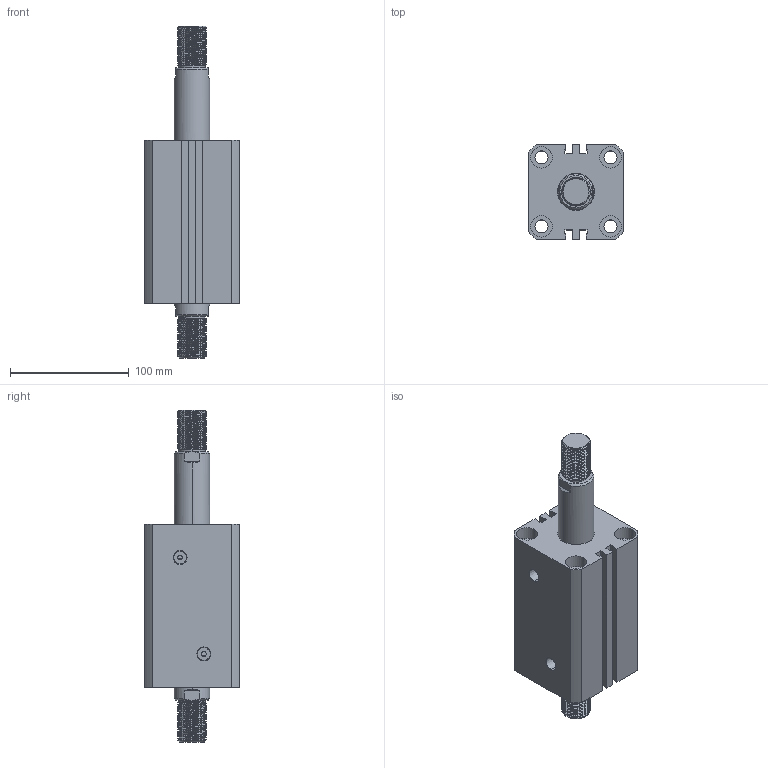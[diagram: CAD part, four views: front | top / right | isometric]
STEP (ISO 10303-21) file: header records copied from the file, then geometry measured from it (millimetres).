
FILE_DESCRIPTION (( 'STEP AP203' ), '1' );
FILE_NAME ('CHTM-SW50-50W.STEP', '2018-05-22T03:28:33', ( '' ), ( '' ), 'SwSTEP 2.0', 'SolidWorks 2015', '' );
FILE_SCHEMA (( 'CONFIG_CONTROL_DESIGN' ));
Length unit declared in the file: millimetre
Products named in the file (7): 活塞03; 掛极CHTM-SW50-50W; 活塞杆SW50-50W; CHTM-SDMA50QG; CHTM-SW50-50W; 活塞杆SW50-50W01; 活塞02
Assembly tree (6 placements, depth 2):
  CHTM-SW50-50W
    掛极CHTM-SW50-50W
    CHTM-SDMA50QG
    活塞02
    活塞03
    活塞杆SW50-50W
    活塞杆SW50-50W01
Bounding box: 80 x 80 x 279 mm (x, y, z)
Volume: 772369 mm3; surface area: 167439.2 mm2
Topology: 6 solids, 6 shells, 478 faces, 1300 edges, 861 vertices
Faces by surface type: cylinder 288, plane 104, cone 40, bspline 28, torus 18
Entity records: 30921 total; most frequent: CARTESIAN_POINT 19366, ORIENTED_EDGE 2592, DIRECTION 1959, EDGE_CURVE 1296, VERTEX_POINT 861, AXIS2_PLACEMENT_3D 738, EDGE_LOOP 529, VECTOR 483
